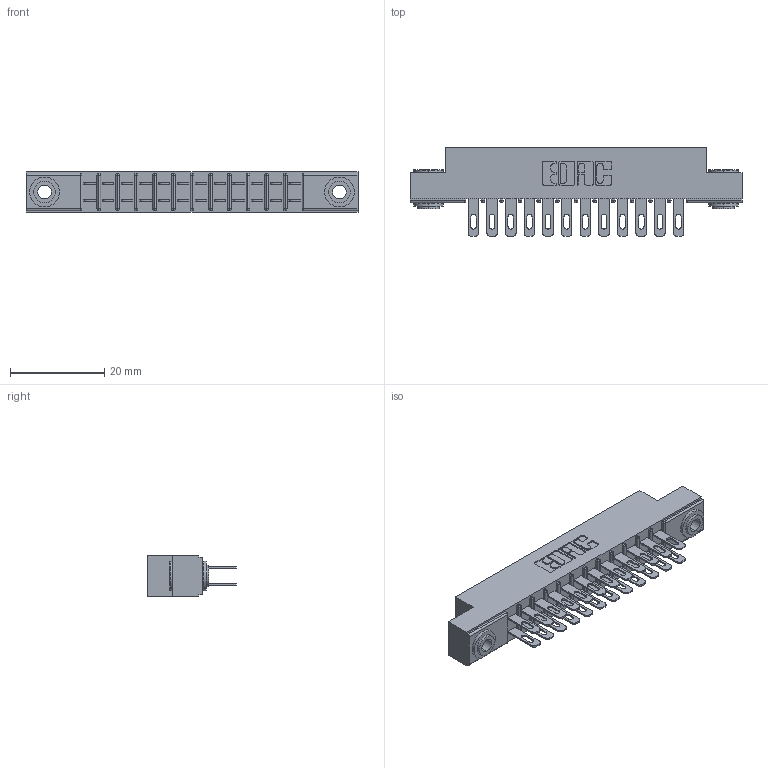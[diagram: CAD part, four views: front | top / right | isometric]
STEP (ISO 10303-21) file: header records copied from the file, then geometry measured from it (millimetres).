
FILE_DESCRIPTION (( 'STEP AP203' ), '1' );
FILE_NAME ('355-024-500-203.STEP', '2019-09-11T04:30:15', ( '' ), ( '' ), 'SwSTEP 2.0', 'SolidWorks 2016', '' );
FILE_SCHEMA (( 'CONFIG_CONTROL_DESIGN' ));
Length unit declared in the file: inch
Products named in the file (4): 355-024-500-203; 345-250-002_345-250-002-102; 305 Part_.156 Dia; 305-290-001_500
Assembly tree (27 placements, depth 2):
  355-024-500-203
    305 Part_.156 Dia
    305-290-001_500  x24
    345-250-002_345-250-002-102  x2
Bounding box: 70.56 x 18.85 x 8.71 mm (x, y, z)
Volume: 4512 mm3; surface area: 8613.6 mm2
Topology: 27 solids, 27 shells, 1368 faces, 3872 edges, 2512 vertices
Faces by surface type: plane 764, cylinder 548, sphere 48, cone 8
Entity records: 17732 total; most frequent: CARTESIAN_POINT 2915, ORIENTED_EDGE 2880, DIRECTION 2862, EDGE_CURVE 1440, LINE 1120, VECTOR 1120, VERTEX_POINT 924, AXIS2_PLACEMENT_3D 871
